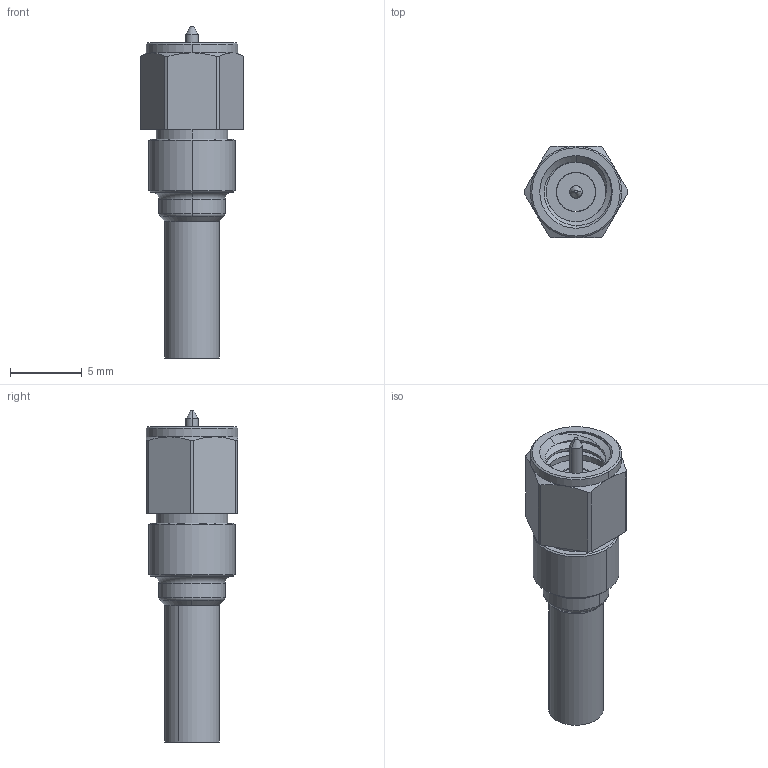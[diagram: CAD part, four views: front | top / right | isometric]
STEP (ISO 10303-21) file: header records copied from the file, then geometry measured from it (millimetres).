
FILE_DESCRIPTION (( 'STEP AP214' ), '1' );
FILE_NAME ('54-005-1-D3-AD.STEP', '2024-08-08T11:09:51', ( '' ), ( '' ), 'SwSTEP 2.0', 'SolidWorks 2024', '' );
FILE_SCHEMA (( 'AUTOMOTIVE_DESIGN' ));
Length unit declared in the file: millimetre
Products named in the file (1): 54-005-1-D3-AD
Bounding box: 7.2 x 6.35 x 23.12 mm (x, y, z)
Surface area: 654.6 mm2 (no closed solid volume)
Topology: 0 solids, 7 shells, 73 faces, 176 edges, 112 vertices
Faces by surface type: cylinder 30, cone 22, plane 15, torus 4, bspline 2
Entity records: 2806 total; most frequent: CARTESIAN_POINT 1103, DIRECTION 381, ORIENTED_EDGE 321, EDGE_CURVE 176, AXIS2_PLACEMENT_3D 162, VERTEX_POINT 112, CIRCLE 90, EDGE_LOOP 81
